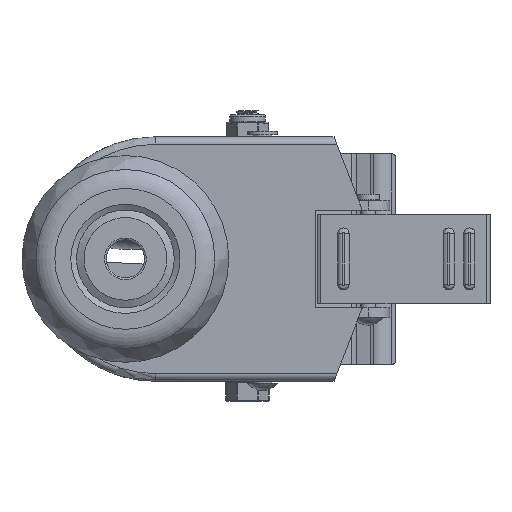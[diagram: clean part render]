
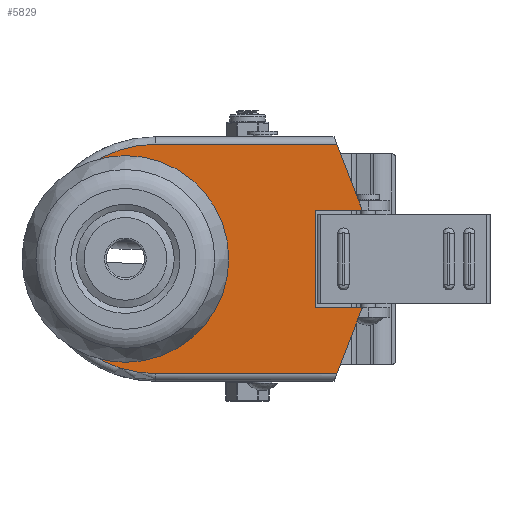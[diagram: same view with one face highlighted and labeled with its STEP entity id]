
A CAD part, top view. The second image highlights one B-rep face of the part: STEP entity #5829.
In plain terms, the highlighted planar face has unit normal (0, 0, 1).
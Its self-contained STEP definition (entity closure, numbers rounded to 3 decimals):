
#286=PLANE('',#6424);
#491=LINE('',#9150,#891);
#498=LINE('',#9324,#898);
#510=LINE('',#9377,#910);
#514=LINE('',#9388,#914);
#525=LINE('',#9428,#925);
#529=LINE('',#9453,#929);
#544=LINE('',#9495,#944);
#891=VECTOR('',#7165,1000.);
#898=VECTOR('',#7202,1000.);
#910=VECTOR('',#7254,1000.);
#914=VECTOR('',#7262,1000.);
#925=VECTOR('',#7301,1000.);
#929=VECTOR('',#7331,1000.);
#944=VECTOR('',#7374,1000.);
#1463=FACE_OUTER_BOUND('',#1846,.T.);
#1846=EDGE_LOOP('',(#4249,#4250,#4251,#4252,#4253,#4254,#4255,#4256,#4257,
#4258,#4259));
#2244=CIRCLE('',#6341,24.5);
#2245=CIRCLE('',#6342,24.5);
#2290=CIRCLE('',#6425,30.5);
#2291=CIRCLE('',#6426,30.5);
#2634=VERTEX_POINT('',#9115);
#2635=VERTEX_POINT('',#9116);
#2637=VERTEX_POINT('',#9129);
#2638=VERTEX_POINT('',#9143);
#2641=VERTEX_POINT('',#9148);
#2657=VERTEX_POINT('',#9321);
#2658=VERTEX_POINT('',#9323);
#2678=VERTEX_POINT('',#9374);
#2679=VERTEX_POINT('',#9376);
#2683=VERTEX_POINT('',#9385);
#2684=VERTEX_POINT('',#9387);
#3185=EDGE_CURVE('',#2634,#2635,#2244,.T.);
#3188=EDGE_CURVE('',#2635,#2637,#2245,.T.);
#3193=EDGE_CURVE('',#2641,#2638,#491,.T.);
#3214=EDGE_CURVE('',#2657,#2658,#498,.T.);
#3240=EDGE_CURVE('',#2679,#2678,#510,.T.);
#3245=EDGE_CURVE('',#2684,#2683,#514,.T.);
#3266=EDGE_CURVE('',#2657,#2679,#525,.T.);
#3279=EDGE_CURVE('',#2683,#2638,#529,.T.);
#3298=EDGE_CURVE('',#2678,#2684,#544,.T.);
#3299=EDGE_CURVE('',#2634,#2641,#2290,.T.);
#3300=EDGE_CURVE('',#2658,#2637,#2291,.T.);
#4249=ORIENTED_EDGE('',*,*,#3240,.T.);
#4250=ORIENTED_EDGE('',*,*,#3298,.T.);
#4251=ORIENTED_EDGE('',*,*,#3245,.T.);
#4252=ORIENTED_EDGE('',*,*,#3279,.T.);
#4253=ORIENTED_EDGE('',*,*,#3193,.F.);
#4254=ORIENTED_EDGE('',*,*,#3299,.F.);
#4255=ORIENTED_EDGE('',*,*,#3185,.T.);
#4256=ORIENTED_EDGE('',*,*,#3188,.T.);
#4257=ORIENTED_EDGE('',*,*,#3300,.F.);
#4258=ORIENTED_EDGE('',*,*,#3214,.F.);
#4259=ORIENTED_EDGE('',*,*,#3266,.T.);
#5829=ADVANCED_FACE('',(#1463),#286,.F.);
#6341=AXIS2_PLACEMENT_3D('',#9117,#7153,#7154);
#6342=AXIS2_PLACEMENT_3D('',#9140,#7155,#7156);
#6424=AXIS2_PLACEMENT_3D('',#9496,#7375,#7376);
#6425=AXIS2_PLACEMENT_3D('',#9497,#7377,#7378);
#6426=AXIS2_PLACEMENT_3D('',#9498,#7379,#7380);
#7153=DIRECTION('center_axis',(0.,0.,-1.));
#7154=DIRECTION('ref_axis',(-1.,0.,0.));
#7155=DIRECTION('center_axis',(0.,0.,-1.));
#7156=DIRECTION('ref_axis',(-1.,0.,0.));
#7165=DIRECTION('',(1.,0.,0.));
#7202=DIRECTION('',(-1.,0.,0.));
#7254=DIRECTION('',(-1.,0.,0.));
#7262=DIRECTION('',(1.,0.,0.));
#7301=DIRECTION('',(0.359,0.933,0.));
#7331=DIRECTION('',(-0.359,0.933,0.));
#7374=DIRECTION('',(0.,1.,0.));
#7375=DIRECTION('center_axis',(0.,0.,-1.));
#7376=DIRECTION('ref_axis',(-1.,0.,0.));
#7377=DIRECTION('center_axis',(0.,0.,-1.));
#7378=DIRECTION('ref_axis',(-0.707,0.707,0.));
#7379=DIRECTION('center_axis',(0.,0.,-1.));
#7380=DIRECTION('ref_axis',(-0.707,-0.707,0.));
#9115=CARTESIAN_POINT('',(-16.625,17.996,-13.));
#9116=CARTESIAN_POINT('',(24.5,0.,-13.));
#9117=CARTESIAN_POINT('Origin',(0.,0.,-13.));
#9129=CARTESIAN_POINT('',(-16.625,-17.996,-13.));
#9140=CARTESIAN_POINT('Origin',(0.,0.,-13.));
#9143=CARTESIAN_POINT('',(56.269,30.5,-13.));
#9148=CARTESIAN_POINT('',(8.,30.5,-13.));
#9150=CARTESIAN_POINT('',(12.75,30.5,-13.));
#9321=CARTESIAN_POINT('',(56.269,-30.5,-13.));
#9323=CARTESIAN_POINT('',(8.,-30.5,-13.));
#9324=CARTESIAN_POINT('',(12.75,-30.5,-13.));
#9374=CARTESIAN_POINT('',(50.5,-13.,-13.));
#9376=CARTESIAN_POINT('',(63.,-13.,-13.));
#9377=CARTESIAN_POINT('',(31.922,-13.,-13.));
#9385=CARTESIAN_POINT('',(63.,13.,-13.));
#9387=CARTESIAN_POINT('',(50.5,13.,-13.));
#9388=CARTESIAN_POINT('',(31.922,13.,-13.));
#9428=CARTESIAN_POINT('',(59.244,-22.767,-13.));
#9453=CARTESIAN_POINT('',(59.244,22.767,-13.));
#9495=CARTESIAN_POINT('',(50.5,0.,-13.));
#9496=CARTESIAN_POINT('Origin',(0.,0.,-13.));
#9497=CARTESIAN_POINT('Origin',(8.,0.,-13.));
#9498=CARTESIAN_POINT('Origin',(8.,0.,-13.));
